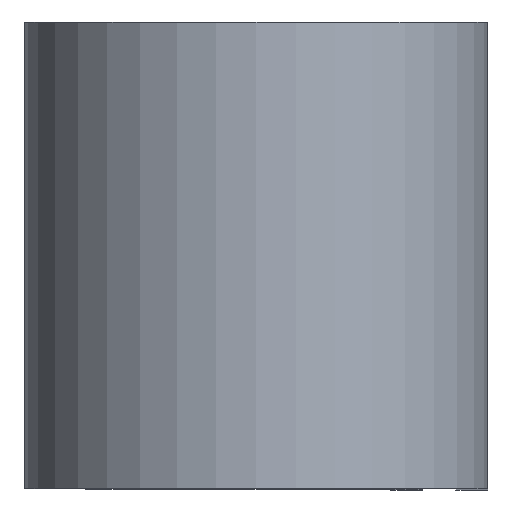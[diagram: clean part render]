
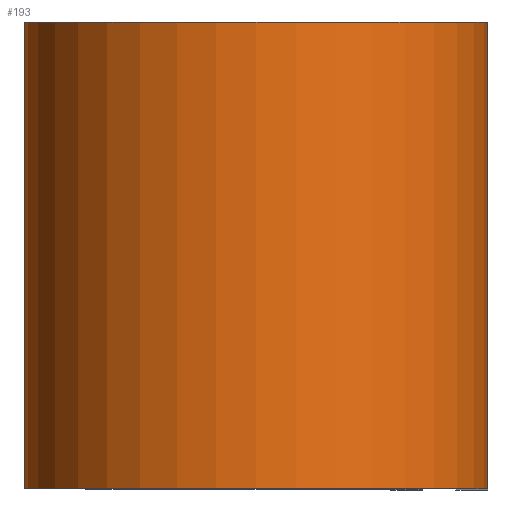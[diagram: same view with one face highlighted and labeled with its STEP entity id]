
A CAD part, top view. The second image highlights one B-rep face of the part: STEP entity #193.
In plain terms, the highlighted cylindrical face has radius 11.049 mm (diameter 22.098 mm), a partial arc.
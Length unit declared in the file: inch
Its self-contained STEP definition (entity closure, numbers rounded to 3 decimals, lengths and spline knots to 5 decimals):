
#24 = CARTESIAN_POINT ( 'NONE',  ( 0.435, 0.4375, 0. ) ) ;
#25 = EDGE_CURVE ( 'NONE', #537, #333, #382, .T. ) ;
#30 = CARTESIAN_POINT ( 'NONE',  ( 0., -0.4375, -0.435 ) ) ;
#47 = DIRECTION ( 'NONE',  ( 0., 1., 0. ) ) ;
#65 = DIRECTION ( 'NONE',  ( 0., -1., 0. ) ) ;
#73 = CARTESIAN_POINT ( 'NONE',  ( 0., 0.4375, -0.435 ) ) ;
#97 = EDGE_CURVE ( 'NONE', #333, #624, #214, .T. ) ;
#101 = CARTESIAN_POINT ( 'NONE',  ( 0., 0.4375, 0. ) ) ;
#102 = CARTESIAN_POINT ( 'NONE',  ( 0.435, 0.4375, 0. ) ) ;
#119 = DIRECTION ( 'NONE',  ( 1., 0., 0. ) ) ;
#166 = AXIS2_PLACEMENT_3D ( 'NONE', #600, #250, #328 ) ;
#167 = FACE_OUTER_BOUND ( 'NONE', #621, .T. ) ;
#168 = CYLINDRICAL_SURFACE ( 'NONE', #166, 0.435 ) ;
#169 = ORIENTED_EDGE ( 'NONE', *, *, #606, .T. ) ;
#189 = ORIENTED_EDGE ( 'NONE', *, *, #469, .T. ) ;
#193 = ADVANCED_FACE ( 'NONE', ( #167 ), #168, .T. ) ;
#197 = ORIENTED_EDGE ( 'NONE', *, *, #25, .F. ) ;
#201 = AXIS2_PLACEMENT_3D ( 'NONE', #101, #47, #119 ) ;
#214 = LINE ( 'NONE', #24, #457 ) ;
#250 = DIRECTION ( 'NONE',  ( 0., -1., 0. ) ) ;
#261 = VERTEX_POINT ( 'NONE', #30 ) ;
#328 = DIRECTION ( 'NONE',  ( 0., 0., -1. ) ) ;
#333 = VERTEX_POINT ( 'NONE', #102 ) ;
#382 = CIRCLE ( 'NONE', #201, 0.435 ) ;
#406 = ORIENTED_EDGE ( 'NONE', *, *, #97, .F. ) ;
#432 = CARTESIAN_POINT ( 'NONE',  ( 0., 0.4375, -0.435 ) ) ;
#457 = VECTOR ( 'NONE', #473, 39.37008 ) ;
#464 = LINE ( 'NONE', #73, #483 ) ;
#465 = AXIS2_PLACEMENT_3D ( 'NONE', #583, #578, #574 ) ;
#469 = EDGE_CURVE ( 'NONE', #537, #261, #464, .T. ) ;
#473 = DIRECTION ( 'NONE',  ( 0., -1., 0. ) ) ;
#483 = VECTOR ( 'NONE', #65, 39.37008 ) ;
#537 = VERTEX_POINT ( 'NONE', #432 ) ;
#574 = DIRECTION ( 'NONE',  ( 1., 0., 0. ) ) ;
#576 = CIRCLE ( 'NONE', #465, 0.435 ) ;
#578 = DIRECTION ( 'NONE',  ( 0., 1., 0. ) ) ;
#583 = CARTESIAN_POINT ( 'NONE',  ( 0., -0.4375, 0. ) ) ;
#600 = CARTESIAN_POINT ( 'NONE',  ( 0., 0.4375, 0. ) ) ;
#606 = EDGE_CURVE ( 'NONE', #261, #624, #576, .T. ) ;
#615 = CARTESIAN_POINT ( 'NONE',  ( 0.435, -0.4375, 0. ) ) ;
#621 = EDGE_LOOP ( 'NONE', ( #169, #406, #197, #189 ) ) ;
#624 = VERTEX_POINT ( 'NONE', #615 ) ;
